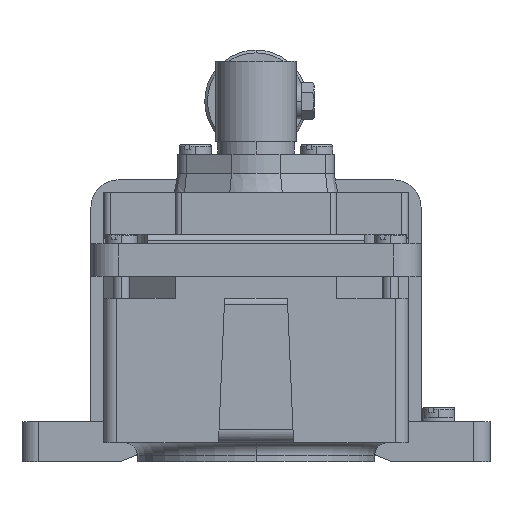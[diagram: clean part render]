
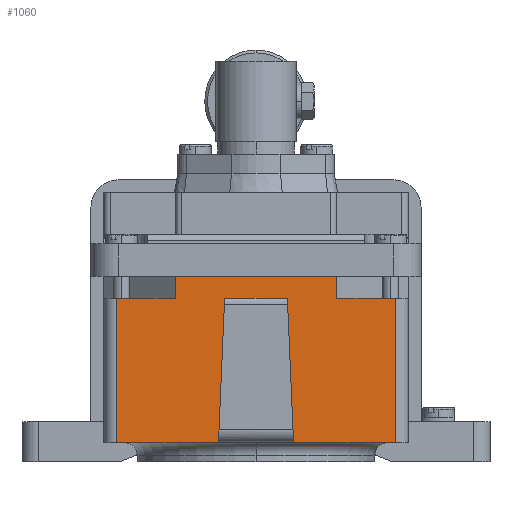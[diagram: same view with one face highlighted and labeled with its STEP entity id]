
A CAD part, front view. The second image highlights one B-rep face of the part: STEP entity #1060.
In plain terms, the highlighted planar face has unit normal (0, -1, 0).
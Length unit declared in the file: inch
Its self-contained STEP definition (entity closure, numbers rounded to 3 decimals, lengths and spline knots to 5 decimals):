
#26 = CARTESIAN_POINT ( 'NONE',  ( -1.7126, 0., 0. ) ) ;
#138 = VERTEX_POINT ( 'NONE', #7358 ) ;
#209 = ORIENTED_EDGE ( 'NONE', *, *, #15079, .T. ) ;
#234 = LINE ( 'NONE', #11967, #2307 ) ;
#329 = CARTESIAN_POINT ( 'NONE',  ( 0.38524, 0., 1.77165 ) ) ;
#460 = DIRECTION ( 'NONE',  ( 0., 0., -1. ) ) ;
#492 = CARTESIAN_POINT ( 'NONE',  ( -1.7126, 0., 1.77165 ) ) ;
#690 = LINE ( 'NONE', #10254, #4455 ) ;
#780 = EDGE_CURVE ( 'NONE', #13725, #14084, #8251, .T. ) ;
#1060 = ADVANCED_FACE ( 'NONE', ( #12264 ), #5158, .T. ) ;
#1315 = CARTESIAN_POINT ( 'NONE',  ( 1.7126, 0., 1.77165 ) ) ;
#1761 = ORIENTED_EDGE ( 'NONE', *, *, #11658, .T. ) ;
#2307 = VECTOR ( 'NONE', #11889, 39.37008 ) ;
#2432 = ORIENTED_EDGE ( 'NONE', *, *, #8470, .T. ) ;
#2448 = VERTEX_POINT ( 'NONE', #13655 ) ;
#2494 = LINE ( 'NONE', #26, #10408 ) ;
#2699 = CARTESIAN_POINT ( 'NONE',  ( -1.7126, 0., 0. ) ) ;
#2822 = DIRECTION ( 'NONE',  ( -1., 0., 0. ) ) ;
#2841 = ORIENTED_EDGE ( 'NONE', *, *, #11359, .T. ) ;
#3250 = VERTEX_POINT ( 'NONE', #1315 ) ;
#3516 = VECTOR ( 'NONE', #4940, 39.37008 ) ;
#3910 = CARTESIAN_POINT ( 'NONE',  ( -1.7126, 0., 1.77165 ) ) ;
#4177 = CARTESIAN_POINT ( 'NONE',  ( -1.7126, 0., 1.77165 ) ) ;
#4183 = VERTEX_POINT ( 'NONE', #5707 ) ;
#4217 = CARTESIAN_POINT ( 'NONE',  ( 0.46063, 0., 0. ) ) ;
#4455 = VECTOR ( 'NONE', #13551, 39.37008 ) ;
#4940 = DIRECTION ( 'NONE',  ( 0.043, 0., 0.999 ) ) ;
#5015 = DIRECTION ( 'NONE',  ( 0., -1., 0. ) ) ;
#5043 = EDGE_CURVE ( 'NONE', #13293, #2448, #14073, .T. ) ;
#5081 = DIRECTION ( 'NONE',  ( -1., 0., 0. ) ) ;
#5158 = PLANE ( 'NONE',  #13377 ) ;
#5707 = CARTESIAN_POINT ( 'NONE',  ( 1.7126, 0., 0. ) ) ;
#5990 = DIRECTION ( 'NONE',  ( -1., 0., 0. ) ) ;
#6166 = LINE ( 'NONE', #10808, #3516 ) ;
#6217 = EDGE_CURVE ( 'NONE', #9340, #138, #6166, .T. ) ;
#6304 = VECTOR ( 'NONE', #5081, 39.37008 ) ;
#6472 = DIRECTION ( 'NONE',  ( 0., 0., 1. ) ) ;
#7206 = EDGE_LOOP ( 'NONE', ( #2841, #2432, #13464, #209, #14338, #9368, #9964, #9493, #14718, #10732, #11758, #1761 ) ) ;
#7270 = CARTESIAN_POINT ( 'NONE',  ( -0.46063, 0., 0. ) ) ;
#7358 = CARTESIAN_POINT ( 'NONE',  ( -0.38524, 0., 1.77165 ) ) ;
#7388 = LINE ( 'NONE', #7551, #6304 ) ;
#7551 = CARTESIAN_POINT ( 'NONE',  ( 0., 0., 2.04724 ) ) ;
#8094 = CARTESIAN_POINT ( 'NONE',  ( -1.7126, 0., 0. ) ) ;
#8209 = VERTEX_POINT ( 'NONE', #9296 ) ;
#8251 = LINE ( 'NONE', #10496, #8699 ) ;
#8352 = CARTESIAN_POINT ( 'NONE',  ( 0.99213, 0., 1.77165 ) ) ;
#8370 = DIRECTION ( 'NONE',  ( 0., 0., 1. ) ) ;
#8470 = EDGE_CURVE ( 'NONE', #3250, #13293, #14437, .T. ) ;
#8699 = VECTOR ( 'NONE', #11799, 39.37008 ) ;
#8740 = LINE ( 'NONE', #329, #13097 ) ;
#8793 = CARTESIAN_POINT ( 'NONE',  ( 1.7126, 0., 0. ) ) ;
#8912 = CARTESIAN_POINT ( 'NONE',  ( -0.99213, 0., 2.04724 ) ) ;
#8935 = EDGE_CURVE ( 'NONE', #14084, #12777, #12086, .T. ) ;
#9296 = CARTESIAN_POINT ( 'NONE',  ( 0.38524, 0., 1.77165 ) ) ;
#9340 = VERTEX_POINT ( 'NONE', #7270 ) ;
#9368 = ORIENTED_EDGE ( 'NONE', *, *, #8935, .T. ) ;
#9493 = ORIENTED_EDGE ( 'NONE', *, *, #12703, .T. ) ;
#9588 = DIRECTION ( 'NONE',  ( 0., 0., -1. ) ) ;
#9812 = DIRECTION ( 'NONE',  ( 0.043, 0., -0.999 ) ) ;
#9869 = VECTOR ( 'NONE', #5990, 39.37008 ) ;
#9954 = LINE ( 'NONE', #13480, #13260 ) ;
#9964 = ORIENTED_EDGE ( 'NONE', *, *, #14626, .T. ) ;
#10254 = CARTESIAN_POINT ( 'NONE',  ( -1.7126, 0., 0. ) ) ;
#10397 = EDGE_CURVE ( 'NONE', #138, #8209, #234, .T. ) ;
#10408 = VECTOR ( 'NONE', #9588, 39.37008 ) ;
#10496 = CARTESIAN_POINT ( 'NONE',  ( -0.99213, 0., 0. ) ) ;
#10545 = VERTEX_POINT ( 'NONE', #8094 ) ;
#10732 = ORIENTED_EDGE ( 'NONE', *, *, #10397, .T. ) ;
#10808 = CARTESIAN_POINT ( 'NONE',  ( -0.46063, 0., 0. ) ) ;
#10838 = VECTOR ( 'NONE', #6472, 39.37008 ) ;
#10942 = VECTOR ( 'NONE', #8370, 39.37008 ) ;
#11021 = LINE ( 'NONE', #8793, #10838 ) ;
#11359 = EDGE_CURVE ( 'NONE', #4183, #3250, #11021, .T. ) ;
#11658 = EDGE_CURVE ( 'NONE', #13763, #4183, #690, .T. ) ;
#11758 = ORIENTED_EDGE ( 'NONE', *, *, #14443, .T. ) ;
#11799 = DIRECTION ( 'NONE',  ( 0., 0., -1. ) ) ;
#11889 = DIRECTION ( 'NONE',  ( 1., 0., 0. ) ) ;
#11967 = CARTESIAN_POINT ( 'NONE',  ( -1.7126, 0., 1.77165 ) ) ;
#12086 = LINE ( 'NONE', #3910, #9869 ) ;
#12264 = FACE_OUTER_BOUND ( 'NONE', #7206, .T. ) ;
#12352 = VECTOR ( 'NONE', #2822, 39.37008 ) ;
#12703 = EDGE_CURVE ( 'NONE', #10545, #9340, #9954, .T. ) ;
#12777 = VERTEX_POINT ( 'NONE', #4177 ) ;
#12880 = CARTESIAN_POINT ( 'NONE',  ( -0.99213, 0., 1.77165 ) ) ;
#13097 = VECTOR ( 'NONE', #9812, 39.37008 ) ;
#13260 = VECTOR ( 'NONE', #14642, 39.37008 ) ;
#13293 = VERTEX_POINT ( 'NONE', #8352 ) ;
#13377 = AXIS2_PLACEMENT_3D ( 'NONE', #2699, #5015, #460 ) ;
#13464 = ORIENTED_EDGE ( 'NONE', *, *, #5043, .T. ) ;
#13480 = CARTESIAN_POINT ( 'NONE',  ( -1.7126, 0., 0. ) ) ;
#13551 = DIRECTION ( 'NONE',  ( 1., 0., 0. ) ) ;
#13655 = CARTESIAN_POINT ( 'NONE',  ( 0.99213, 0., 2.04724 ) ) ;
#13725 = VERTEX_POINT ( 'NONE', #8912 ) ;
#13763 = VERTEX_POINT ( 'NONE', #4217 ) ;
#14073 = LINE ( 'NONE', #14225, #10942 ) ;
#14084 = VERTEX_POINT ( 'NONE', #12880 ) ;
#14225 = CARTESIAN_POINT ( 'NONE',  ( 0.99213, 0., 0. ) ) ;
#14338 = ORIENTED_EDGE ( 'NONE', *, *, #780, .T. ) ;
#14437 = LINE ( 'NONE', #492, #12352 ) ;
#14443 = EDGE_CURVE ( 'NONE', #8209, #13763, #8740, .T. ) ;
#14626 = EDGE_CURVE ( 'NONE', #12777, #10545, #2494, .T. ) ;
#14642 = DIRECTION ( 'NONE',  ( 1., 0., 0. ) ) ;
#14718 = ORIENTED_EDGE ( 'NONE', *, *, #6217, .T. ) ;
#15079 = EDGE_CURVE ( 'NONE', #2448, #13725, #7388, .T. ) ;
